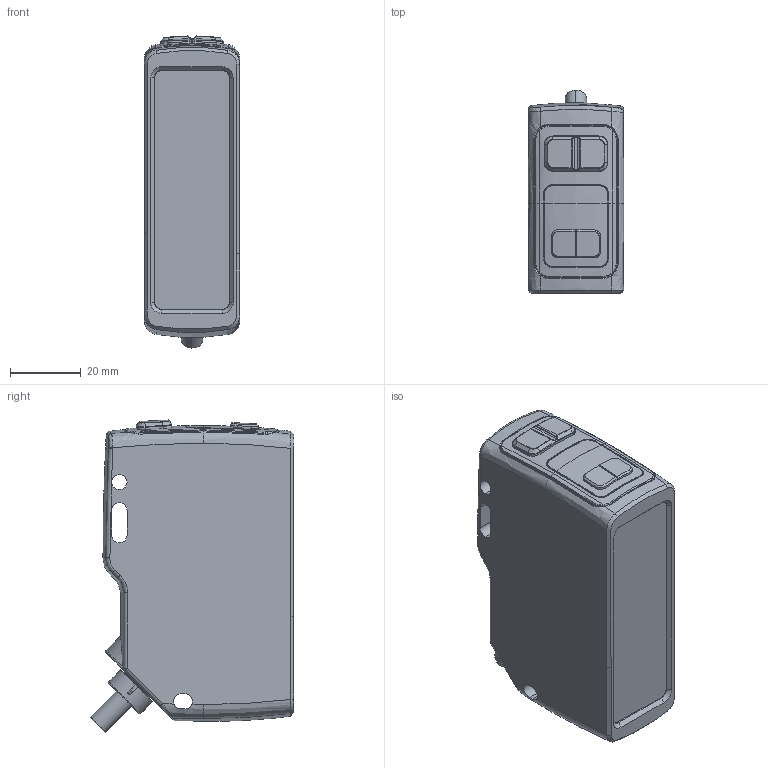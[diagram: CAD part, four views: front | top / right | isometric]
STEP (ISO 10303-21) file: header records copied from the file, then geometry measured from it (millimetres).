
FILE_DESCRIPTION (( 'STEP AP214' ), '1' );
FILE_NAME ('OSM70湍偌瑩-竘盄宒.STEP', '2024-10-25T08:57:51', ( '' ), ( '' ), 'SwSTEP 2.0', 'SolidWorks 2023', '' );
FILE_SCHEMA (( 'AUTOMOTIVE_DESIGN' ));
Length unit declared in the file: millimetre
Products named in the file (2): -1-1; OSM70带按键-引线式
Assembly tree (1 placements, depth 2):
  OSM70带按键-引线式
    -1-1
Bounding box: 27 x 57.59 x 88.28 mm (x, y, z)
Volume: 106857.1 mm3; surface area: 20040.8 mm2
Topology: 1 solids, 7 shells, 536 faces, 1377 edges, 856 vertices
Faces by surface type: bspline 236, plane 147, cylinder 97, cone 37, torus 18, sphere 1
Entity records: 36803 total; most frequent: CARTESIAN_POINT 26056, ORIENTED_EDGE 2750, EDGE_CURVE 1375, DIRECTION 1370, VERTEX_POINT 856, B_SPLINE_CURVE_WITH_KNOTS 777, EDGE_LOOP 555, FACE_OUTER_BOUND 536
